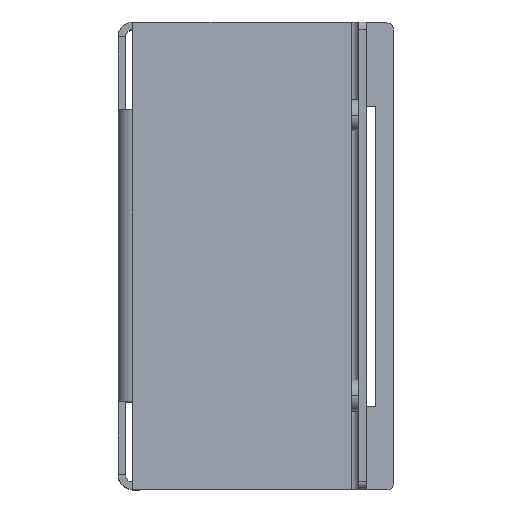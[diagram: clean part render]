
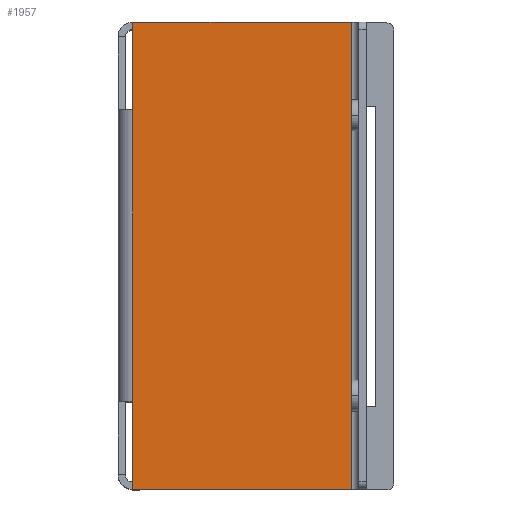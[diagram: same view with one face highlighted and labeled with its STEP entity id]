
A CAD part, top view. The second image highlights one B-rep face of the part: STEP entity #1957.
In plain terms, the highlighted planar face has unit normal (0, 0, 1).
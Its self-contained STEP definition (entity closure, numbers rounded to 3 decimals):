
#115 = CARTESIAN_POINT ( 'NONE',  ( -663.341, 209.492, 773. ) ) ;
#234 = CARTESIAN_POINT ( 'NONE',  ( -633.341, 197.485, 773. ) ) ;
#237 = CARTESIAN_POINT ( 'NONE',  ( -633.341, 261.485, 773. ) ) ;
#549 = CARTESIAN_POINT ( 'NONE',  ( -663.341, 197.485, 773. ) ) ;
#650 = CARTESIAN_POINT ( 'NONE',  ( -663.341, 261.485, 773. ) ) ;
#720 = AXIS2_PLACEMENT_3D ( 'NONE', #3289, #3317, #3322 ) ;
#760 = CARTESIAN_POINT ( 'NONE',  ( -663.341, 249.478, 773. ) ) ;
#776 = DIRECTION ( 'NONE',  ( 0., 1., 0. ) ) ;
#804 = LINE ( 'NONE', #1479, #806 ) ;
#806 = VECTOR ( 'NONE', #1476, 1000. ) ;
#1002 = VERTEX_POINT ( 'NONE', #115 ) ;
#1149 = VERTEX_POINT ( 'NONE', #237 ) ;
#1185 = VERTEX_POINT ( 'NONE', #650 ) ;
#1476 = DIRECTION ( 'NONE',  ( 0., -1., 0. ) ) ;
#1479 = CARTESIAN_POINT ( 'NONE',  ( -663.341, 229.685, 773. ) ) ;
#1526 = ORIENTED_EDGE ( 'NONE', *, *, #1913, .T. ) ;
#1530 = ORIENTED_EDGE ( 'NONE', *, *, #1801, .T. ) ;
#1532 = ORIENTED_EDGE ( 'NONE', *, *, #2163, .T. ) ;
#1537 = ORIENTED_EDGE ( 'NONE', *, *, #1711, .F. ) ;
#1540 = ORIENTED_EDGE ( 'NONE', *, *, #1730, .T. ) ;
#1544 = VERTEX_POINT ( 'NONE', #760 ) ;
#1550 = ORIENTED_EDGE ( 'NONE', *, *, #1872, .T. ) ;
#1627 = FACE_OUTER_BOUND ( 'NONE', #2340, .T. ) ;
#1711 = EDGE_CURVE ( 'NONE', #1002, #1544, #2459, .T. ) ;
#1730 = EDGE_CURVE ( 'NONE', #1185, #1544, #2462, .T. ) ;
#1751 = LINE ( 'NONE', #2458, #1755 ) ;
#1755 = VECTOR ( 'NONE', #776, 1000. ) ;
#1801 = EDGE_CURVE ( 'NONE', #3193, #3247, #2344, .T. ) ;
#1872 = EDGE_CURVE ( 'NONE', #1149, #1185, #2068, .T. ) ;
#1913 = EDGE_CURVE ( 'NONE', #3247, #1149, #1751, .T. ) ;
#1957 = ADVANCED_FACE ( 'NONE', ( #1627 ), #3313, .T. ) ;
#2024 = VECTOR ( 'NONE', #2896, 1000. ) ;
#2068 = LINE ( 'NONE', #2855, #2024 ) ;
#2163 = EDGE_CURVE ( 'NONE', #1002, #3193, #804, .T. ) ;
#2272 = CARTESIAN_POINT ( 'NONE',  ( -663.341, 229.685, 773. ) ) ;
#2303 = DIRECTION ( 'NONE',  ( 0., 1., 0. ) ) ;
#2315 = CARTESIAN_POINT ( 'NONE',  ( -663.341, 229.685, 773. ) ) ;
#2323 = DIRECTION ( 'NONE',  ( 0., -1., 0. ) ) ;
#2340 = EDGE_LOOP ( 'NONE', ( #1550, #1540, #1537, #1532, #1530, #1526 ) ) ;
#2344 = LINE ( 'NONE', #2477, #2351 ) ;
#2351 = VECTOR ( 'NONE', #2479, 1000. ) ;
#2432 = VECTOR ( 'NONE', #2323, 1000. ) ;
#2439 = VECTOR ( 'NONE', #2303, 1000. ) ;
#2458 = CARTESIAN_POINT ( 'NONE',  ( -633.341, 229.685, 773. ) ) ;
#2459 = LINE ( 'NONE', #2272, #2439 ) ;
#2462 = LINE ( 'NONE', #2315, #2432 ) ;
#2477 = CARTESIAN_POINT ( 'NONE',  ( -649.472, 197.485, 773. ) ) ;
#2479 = DIRECTION ( 'NONE',  ( 1., 0., 0. ) ) ;
#2855 = CARTESIAN_POINT ( 'NONE',  ( -649.472, 261.485, 773. ) ) ;
#2896 = DIRECTION ( 'NONE',  ( -1., 0., 0. ) ) ;
#3193 = VERTEX_POINT ( 'NONE', #549 ) ;
#3247 = VERTEX_POINT ( 'NONE', #234 ) ;
#3289 = CARTESIAN_POINT ( 'NONE',  ( -649.472, 229.685, 773. ) ) ;
#3313 = PLANE ( 'NONE',  #720 ) ;
#3317 = DIRECTION ( 'NONE',  ( 0., 0., 1. ) ) ;
#3322 = DIRECTION ( 'NONE',  ( 1., 0., 0. ) ) ;
